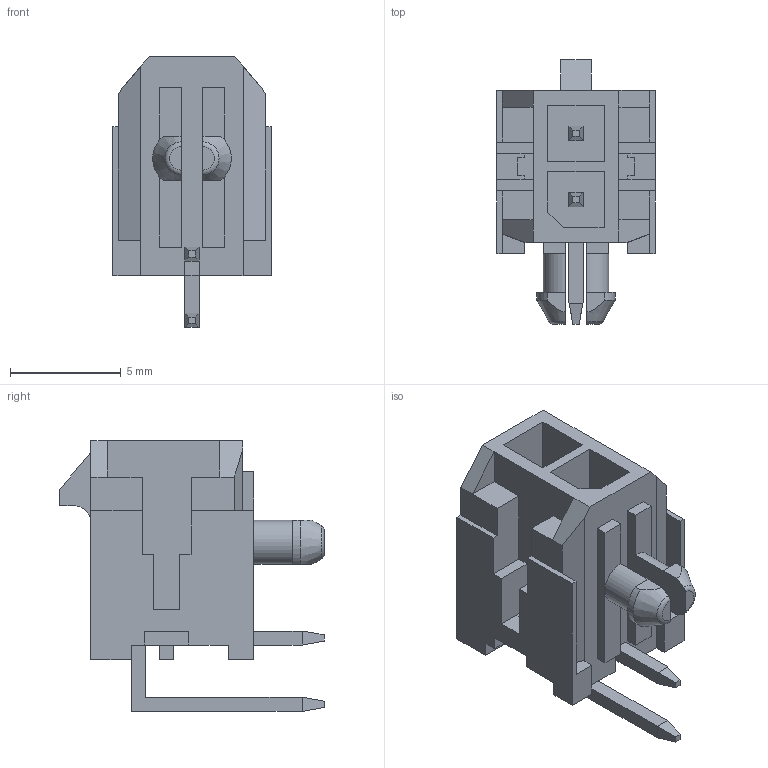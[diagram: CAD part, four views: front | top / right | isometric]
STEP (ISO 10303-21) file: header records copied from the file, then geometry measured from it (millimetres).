
FILE_DESCRIPTION(/* description */ (''),/* implementation_level */ '2;1');
FILE_NAME(/* name */ '430450200_colored.stp',/* time_stamp */ '2020-04-08T23:21:42+09:00',/* author */ ('yusaku'),/* organization */ (''),/* preprocessor_version */ 'ST-DEVELOPER v18',/* originating_system */ 'Autodesk Inventor 2020',/* authorisation */ '');
FILE_SCHEMA (('AUTOMOTIVE_DESIGN { 1 0 10303 214 3 1 1 }'));
Length unit declared in the file: millimetre
Products named in the file (1): 430450200
Bounding box: 7.15 x 11.95 x 12.24 mm (x, y, z)
Volume: 334.1 mm3; surface area: 687.5 mm2
Topology: 1 solids, 1 shells, 192 faces, 506 edges, 323 vertices
Faces by surface type: plane 183, cylinder 5, cone 2, torus 2
Entity records: 5858 total; most frequent: CARTESIAN_POINT 1030, ORIENTED_EDGE 1012, DIRECTION 908, EDGE_CURVE 506, LINE 482, VECTOR 482, VERTEX_POINT 323, AXIS2_PLACEMENT_3D 213
